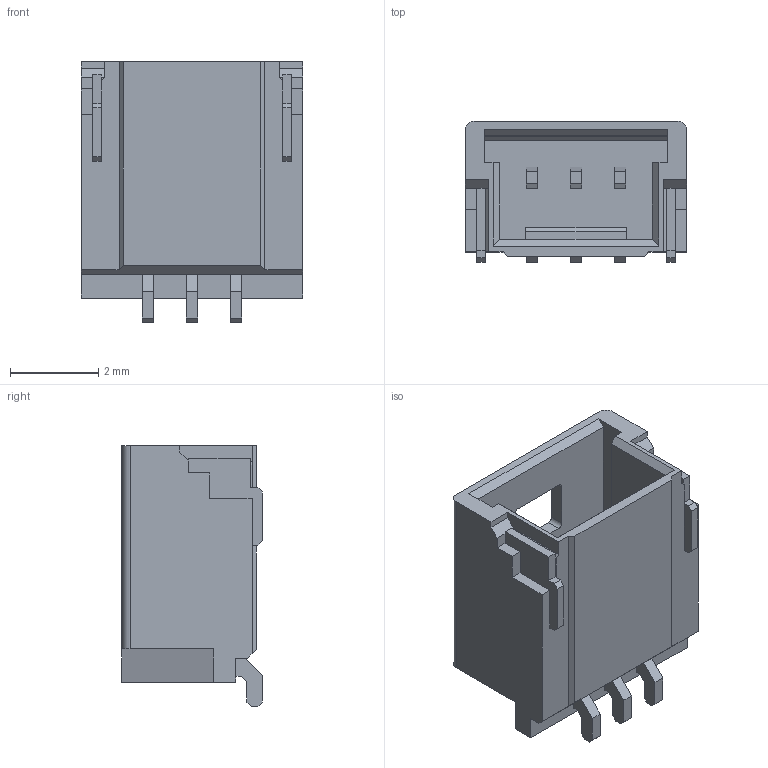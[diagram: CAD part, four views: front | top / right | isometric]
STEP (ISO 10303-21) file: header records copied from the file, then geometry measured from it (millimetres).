
FILE_DESCRIPTION (( 'STEP AP214' ), '1' );
FILE_NAME ('2023960307.stp', '2023-02-16T11:43:11', ( '' ), ( '' ), 'SwSTEP 2.0', 'SolidWorks 2022', '' );
FILE_SCHEMA (( 'AUTOMOTIVE_DESIGN' ));
Length unit declared in the file: millimetre
Products named in the file (1): 2023960307
Bounding box: 5 x 3.19 x 5.9 mm (x, y, z)
Volume: 43 mm3; surface area: 175.7 mm2
Topology: 1 solids, 1 shells, 141 faces, 393 edges, 258 vertices
Faces by surface type: plane 135, cylinder 6
Entity records: 6012 total; most frequent: CARTESIAN_POINT 793, ORIENTED_EDGE 786, DIRECTION 689, EDGE_CURVE 393, VECTOR 381, LINE 381, VERTEX_POINT 258, AXIS2_PLACEMENT_3D 154
